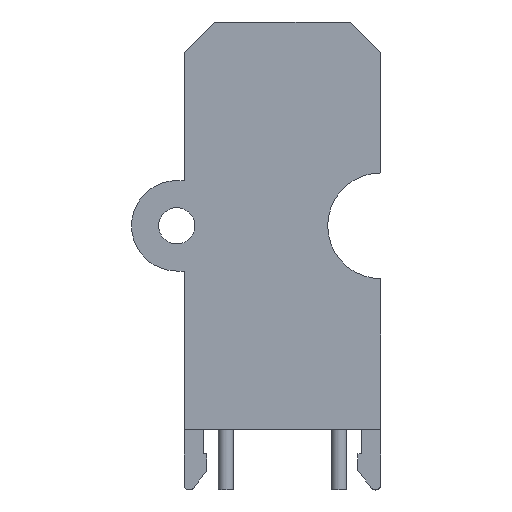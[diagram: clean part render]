
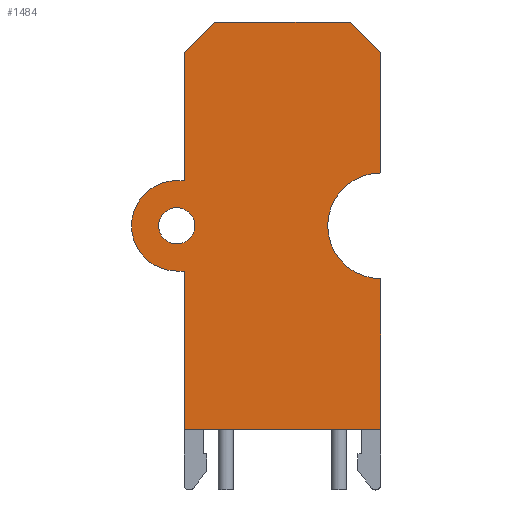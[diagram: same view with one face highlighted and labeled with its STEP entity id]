
A CAD part, front view. The second image highlights one B-rep face of the part: STEP entity #1484.
In plain terms, the highlighted planar face has unit normal (0, -1, 0).
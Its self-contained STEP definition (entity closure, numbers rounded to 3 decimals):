
#13 = VECTOR ( 'NONE', #2584, 1000. ) ;
#26 = AXIS2_PLACEMENT_3D ( 'NONE', #466, #3258, #3309 ) ;
#51 = VECTOR ( 'NONE', #2463, 1000. ) ;
#99 = ORIENTED_EDGE ( 'NONE', *, *, #3170, .F. ) ;
#106 = LINE ( 'NONE', #792, #51 ) ;
#107 = LINE ( 'NONE', #1195, #13 ) ;
#117 = DIRECTION ( 'NONE',  ( 0., -1., 0. ) ) ;
#144 = ORIENTED_EDGE ( 'NONE', *, *, #2512, .F. ) ;
#154 = CARTESIAN_POINT ( 'NONE',  ( 6.502, -4.759, 10. ) ) ;
#170 = EDGE_CURVE ( 'NONE', #2588, #3359, #3404, .T. ) ;
#183 = VERTEX_POINT ( 'NONE', #1450 ) ;
#184 = ORIENTED_EDGE ( 'NONE', *, *, #2680, .F. ) ;
#207 = LINE ( 'NONE', #608, #2509 ) ;
#220 = ORIENTED_EDGE ( 'NONE', *, *, #170, .F. ) ;
#221 = CARTESIAN_POINT ( 'NONE',  ( 6.502, -4.759, 13.5 ) ) ;
#251 = AXIS2_PLACEMENT_3D ( 'NONE', #622, #2289, #344 ) ;
#344 = DIRECTION ( 'NONE',  ( 0., 0., 1. ) ) ;
#354 = ORIENTED_EDGE ( 'NONE', *, *, #711, .F. ) ;
#360 = ORIENTED_EDGE ( 'NONE', *, *, #3506, .F. ) ;
#365 = ORIENTED_EDGE ( 'NONE', *, *, #3575, .F. ) ;
#388 = CARTESIAN_POINT ( 'NONE',  ( -6.998, -4.759, 12.3 ) ) ;
#411 = EDGE_LOOP ( 'NONE', ( #749, #2503 ) ) ;
#434 = EDGE_CURVE ( 'NONE', #183, #1418, #106, .T. ) ;
#466 = CARTESIAN_POINT ( 'NONE',  ( -6.998, -4.759, 13.5 ) ) ;
#573 = VERTEX_POINT ( 'NONE', #154 ) ;
#590 = DIRECTION ( 'NONE',  ( 1., 0., 0. ) ) ;
#593 = FACE_BOUND ( 'NONE', #411, .T. ) ;
#608 = CARTESIAN_POINT ( 'NONE',  ( 6.502, -4.759, 27. ) ) ;
#618 = CARTESIAN_POINT ( 'NONE',  ( -6.998, -4.759, 10.5 ) ) ;
#622 = CARTESIAN_POINT ( 'NONE',  ( -6.998, -4.759, 13.5 ) ) ;
#639 = EDGE_CURVE ( 'NONE', #1941, #573, #1305, .T. ) ;
#682 = DIRECTION ( 'NONE',  ( -1., 0., 0. ) ) ;
#695 = VECTOR ( 'NONE', #1798, 1000. ) ;
#711 = EDGE_CURVE ( 'NONE', #2940, #1941, #1400, .T. ) ;
#737 = DIRECTION ( 'NONE',  ( 0., 0., -1. ) ) ;
#743 = VERTEX_POINT ( 'NONE', #2155 ) ;
#749 = ORIENTED_EDGE ( 'NONE', *, *, #1382, .F. ) ;
#754 = ORIENTED_EDGE ( 'NONE', *, *, #434, .F. ) ;
#764 = CARTESIAN_POINT ( 'NONE',  ( -6.498, -4.759, 13.5 ) ) ;
#792 = CARTESIAN_POINT ( 'NONE',  ( -6.998, -4.759, 16.5 ) ) ;
#832 = DIRECTION ( 'NONE',  ( 0., 1., 0. ) ) ;
#862 = CIRCLE ( 'NONE', #251, 1.2 ) ;
#977 = AXIS2_PLACEMENT_3D ( 'NONE', #1577, #3504, #1850 ) ;
#979 = CARTESIAN_POINT ( 'NONE',  ( -6.998, -4.759, 10.5 ) ) ;
#1016 = EDGE_LOOP ( 'NONE', ( #3345, #144, #1839, #754, #365, #220, #1334, #360, #99, #2587, #354, #184 ) ) ;
#1047 = CARTESIAN_POINT ( 'NONE',  ( -6.498, -4.759, 13.5 ) ) ;
#1068 = CARTESIAN_POINT ( 'NONE',  ( -6.498, -4.759, 25. ) ) ;
#1093 = VECTOR ( 'NONE', #1877, 1000. ) ;
#1195 = CARTESIAN_POINT ( 'NONE',  ( 4.502, -4.759, 27. ) ) ;
#1305 = CIRCLE ( 'NONE', #977, 3.5 ) ;
#1334 = ORIENTED_EDGE ( 'NONE', *, *, #1911, .F. ) ;
#1338 = DIRECTION ( 'NONE',  ( 0., 0., -1. ) ) ;
#1369 = AXIS2_PLACEMENT_3D ( 'NONE', #2501, #832, #2796 ) ;
#1382 = EDGE_CURVE ( 'NONE', #2137, #1810, #862, .T. ) ;
#1400 = LINE ( 'NONE', #1587, #2706 ) ;
#1418 = VERTEX_POINT ( 'NONE', #3388 ) ;
#1450 = CARTESIAN_POINT ( 'NONE',  ( -6.998, -4.759, 16.5 ) ) ;
#1484 = ADVANCED_FACE ( 'NONE', ( #593, #2751 ), #3092, .F. ) ;
#1485 = CARTESIAN_POINT ( 'NONE',  ( -6.498, -4.759, 25. ) ) ;
#1513 = DIRECTION ( 'NONE',  ( 0., 0., 1. ) ) ;
#1514 = CARTESIAN_POINT ( 'NONE',  ( 4.502, -4.759, 27. ) ) ;
#1556 = LINE ( 'NONE', #1068, #2282 ) ;
#1577 = CARTESIAN_POINT ( 'NONE',  ( 6.502, -4.759, 13.5 ) ) ;
#1587 = CARTESIAN_POINT ( 'NONE',  ( 6.502, -4.759, 13.5 ) ) ;
#1631 = VERTEX_POINT ( 'NONE', #2258 ) ;
#1724 = CIRCLE ( 'NONE', #2216, 1.2 ) ;
#1785 = CARTESIAN_POINT ( 'NONE',  ( -6.998, -4.759, 13.5 ) ) ;
#1798 = DIRECTION ( 'NONE',  ( 0., 0., 1. ) ) ;
#1810 = VERTEX_POINT ( 'NONE', #388 ) ;
#1839 = ORIENTED_EDGE ( 'NONE', *, *, #1929, .F. ) ;
#1850 = DIRECTION ( 'NONE',  ( 0., 0., 1. ) ) ;
#1877 = DIRECTION ( 'NONE',  ( 0., 0., 1. ) ) ;
#1911 = EDGE_CURVE ( 'NONE', #1631, #2588, #2533, .T. ) ;
#1912 = DIRECTION ( 'NONE',  ( 0.707, 0., 0.707 ) ) ;
#1929 = EDGE_CURVE ( 'NONE', #1418, #2678, #2334, .T. ) ;
#1941 = VERTEX_POINT ( 'NONE', #3286 ) ;
#1995 = CARTESIAN_POINT ( 'NONE',  ( -4.498, -4.759, 27. ) ) ;
#2048 = CARTESIAN_POINT ( 'NONE',  ( -6.498, -4.759, 10.5 ) ) ;
#2137 = VERTEX_POINT ( 'NONE', #2475 ) ;
#2155 = CARTESIAN_POINT ( 'NONE',  ( 6.502, -4.759, 0. ) ) ;
#2216 = AXIS2_PLACEMENT_3D ( 'NONE', #1785, #117, #1513 ) ;
#2249 = EDGE_CURVE ( 'NONE', #3498, #3484, #207, .T. ) ;
#2258 = CARTESIAN_POINT ( 'NONE',  ( -6.498, -4.759, 0. ) ) ;
#2273 = CIRCLE ( 'NONE', #26, 3. ) ;
#2282 = VECTOR ( 'NONE', #1912, 1000. ) ;
#2289 = DIRECTION ( 'NONE',  ( 0., -1., 0. ) ) ;
#2330 = DIRECTION ( 'NONE',  ( -1., 0., 0. ) ) ;
#2334 = LINE ( 'NONE', #1047, #1093 ) ;
#2461 = VECTOR ( 'NONE', #1338, 1000. ) ;
#2463 = DIRECTION ( 'NONE',  ( 1., 0., 0. ) ) ;
#2475 = CARTESIAN_POINT ( 'NONE',  ( -6.998, -4.759, 14.7 ) ) ;
#2501 = CARTESIAN_POINT ( 'NONE',  ( 6.502, -4.759, 13.5 ) ) ;
#2503 = ORIENTED_EDGE ( 'NONE', *, *, #2965, .F. ) ;
#2509 = VECTOR ( 'NONE', #590, 1000. ) ;
#2512 = EDGE_CURVE ( 'NONE', #2678, #3498, #1556, .T. ) ;
#2533 = LINE ( 'NONE', #764, #695 ) ;
#2584 = DIRECTION ( 'NONE',  ( 0.707, 0., -0.707 ) ) ;
#2587 = ORIENTED_EDGE ( 'NONE', *, *, #639, .F. ) ;
#2588 = VERTEX_POINT ( 'NONE', #2048 ) ;
#2626 = CARTESIAN_POINT ( 'NONE',  ( 6.502, -4.759, 25. ) ) ;
#2637 = VECTOR ( 'NONE', #682, 1000. ) ;
#2678 = VERTEX_POINT ( 'NONE', #1485 ) ;
#2680 = EDGE_CURVE ( 'NONE', #3484, #2940, #107, .T. ) ;
#2706 = VECTOR ( 'NONE', #737, 1000. ) ;
#2751 = FACE_OUTER_BOUND ( 'NONE', #1016, .T. ) ;
#2796 = DIRECTION ( 'NONE',  ( 0., 0., 1. ) ) ;
#2891 = CARTESIAN_POINT ( 'NONE',  ( 6.502, -4.759, 0. ) ) ;
#2896 = VECTOR ( 'NONE', #2330, 1000. ) ;
#2940 = VERTEX_POINT ( 'NONE', #2626 ) ;
#2965 = EDGE_CURVE ( 'NONE', #1810, #2137, #1724, .T. ) ;
#3092 = PLANE ( 'NONE',  #1369 ) ;
#3170 = EDGE_CURVE ( 'NONE', #573, #743, #3377, .T. ) ;
#3258 = DIRECTION ( 'NONE',  ( 0., 1., 0. ) ) ;
#3276 = LINE ( 'NONE', #2891, #2896 ) ;
#3286 = CARTESIAN_POINT ( 'NONE',  ( 6.502, -4.759, 17. ) ) ;
#3309 = DIRECTION ( 'NONE',  ( 0., 0., 1. ) ) ;
#3345 = ORIENTED_EDGE ( 'NONE', *, *, #2249, .F. ) ;
#3359 = VERTEX_POINT ( 'NONE', #618 ) ;
#3377 = LINE ( 'NONE', #221, #2461 ) ;
#3388 = CARTESIAN_POINT ( 'NONE',  ( -6.498, -4.759, 16.5 ) ) ;
#3404 = LINE ( 'NONE', #979, #2637 ) ;
#3484 = VERTEX_POINT ( 'NONE', #1514 ) ;
#3498 = VERTEX_POINT ( 'NONE', #1995 ) ;
#3504 = DIRECTION ( 'NONE',  ( 0., -1., 0. ) ) ;
#3506 = EDGE_CURVE ( 'NONE', #743, #1631, #3276, .T. ) ;
#3575 = EDGE_CURVE ( 'NONE', #3359, #183, #2273, .T. ) ;
